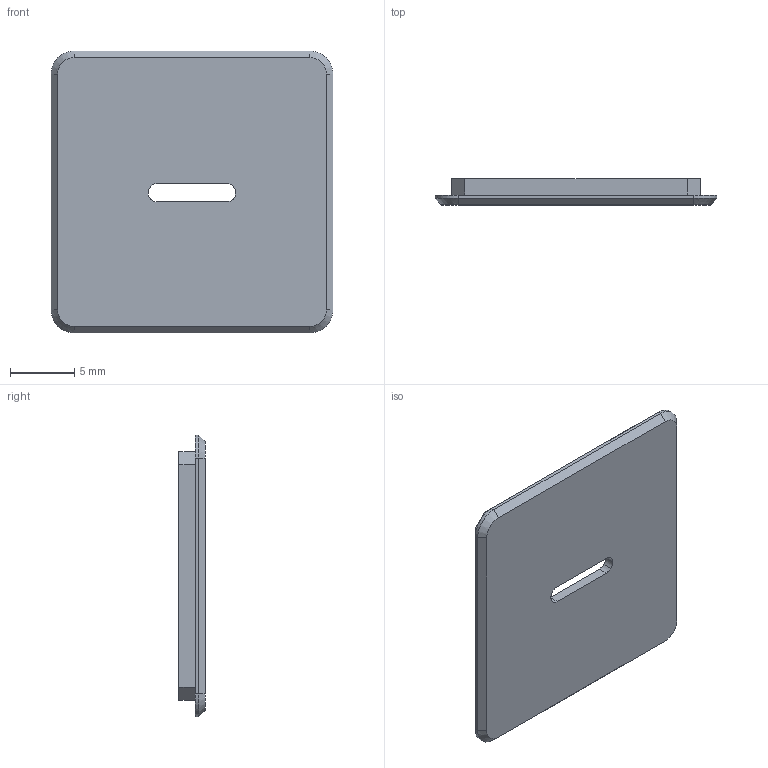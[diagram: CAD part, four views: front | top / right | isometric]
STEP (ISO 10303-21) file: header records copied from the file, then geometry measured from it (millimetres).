
FILE_DESCRIPTION(/* description */ (''),/* implementation_level */ '2;1');
FILE_NAME(/* name */ 'KeyMinus.step',/* time_stamp */ '2022-06-30T09:54:40-06:00',/* author */ (''),/* organization */ (''),/* preprocessor_version */ 'ST-DEVELOPER v19',/* originating_system */ 'Autodesk Translation Framework v11.7.0.108',/* authorisation */ '');
FILE_SCHEMA (('AUTOMOTIVE_DESIGN { 1 0 10303 214 3 1 1 }'));
Length unit declared in the file: inch
Products named in the file (1): (Unsaved)
Bounding box: 21.84 x 2.03 x 21.84 mm (x, y, z)
Volume: 654.7 mm3; surface area: 1137.4 mm2
Topology: 1 solids, 1 shells, 42 faces, 106 edges, 68 vertices
Faces by surface type: plane 26, bspline 8, cone 4, cylinder 4
Entity records: 1357 total; most frequent: CARTESIAN_POINT 353, ORIENTED_EDGE 212, DIRECTION 172, EDGE_CURVE 106, LINE 78, VECTOR 78, VERTEX_POINT 68, AXIS2_PLACEMENT_3D 47
